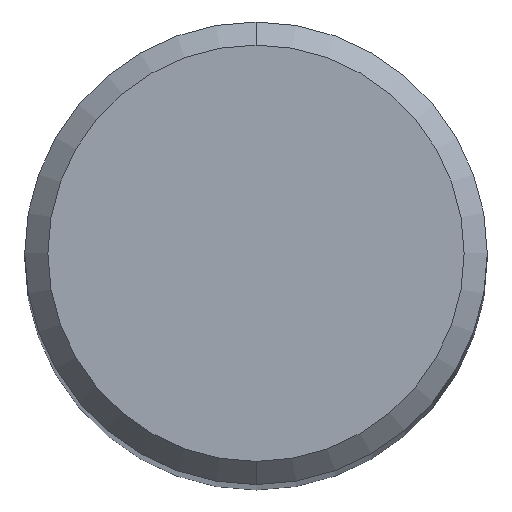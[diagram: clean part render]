
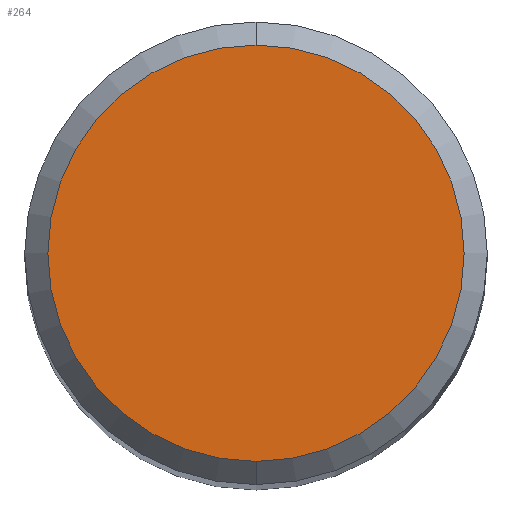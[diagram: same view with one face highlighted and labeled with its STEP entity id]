
A CAD part, top view. The second image highlights one B-rep face of the part: STEP entity #264.
In plain terms, the highlighted planar face has unit normal (0, 0, 1).
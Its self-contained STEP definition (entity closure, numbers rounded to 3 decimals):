
#178=EDGE_CURVE('',#222,#322,#480,.T.);
#222=VERTEX_POINT('',#527);
#264=ADVANCED_FACE('',(#574),#575,.T.);
#322=VERTEX_POINT('',#639);
#362=EDGE_CURVE('',#322,#222,#684,.T.);
#480=CIRCLE('',#806,3.6);
#527=CARTESIAN_POINT('',(0.0,3.6,0.0));
#574=FACE_OUTER_BOUND('',#958,.T.);
#575=PLANE('',#959);
#639=CARTESIAN_POINT('',(0.,-3.6,0.0));
#684=CIRCLE('',#1217,3.6);
#806=AXIS2_PLACEMENT_3D('',#1439,#1440,#1441);
#958=EDGE_LOOP('',(#1541,#1542));
#959=AXIS2_PLACEMENT_3D('',#1543,#1544,#1545);
#1217=AXIS2_PLACEMENT_3D('',#1675,#1676,#1677);
#1439=CARTESIAN_POINT('',(0.0,0.0,0.0));
#1440=DIRECTION('',(0.0,0.0,-1.0));
#1441=DIRECTION('',(0.0,1.0,0.0));
#1541=ORIENTED_EDGE('',*,*,#178,.F.);
#1542=ORIENTED_EDGE('',*,*,#362,.F.);
#1543=CARTESIAN_POINT('',(0.0,1.8,0.0));
#1544=DIRECTION('',(-0.0,0.0,1.0));
#1545=DIRECTION('',(0.0,-1.0,0.0));
#1675=CARTESIAN_POINT('',(0.0,0.0,0.0));
#1676=DIRECTION('',(0.0,0.0,-1.0));
#1677=DIRECTION('',(0.0,1.0,0.0));
